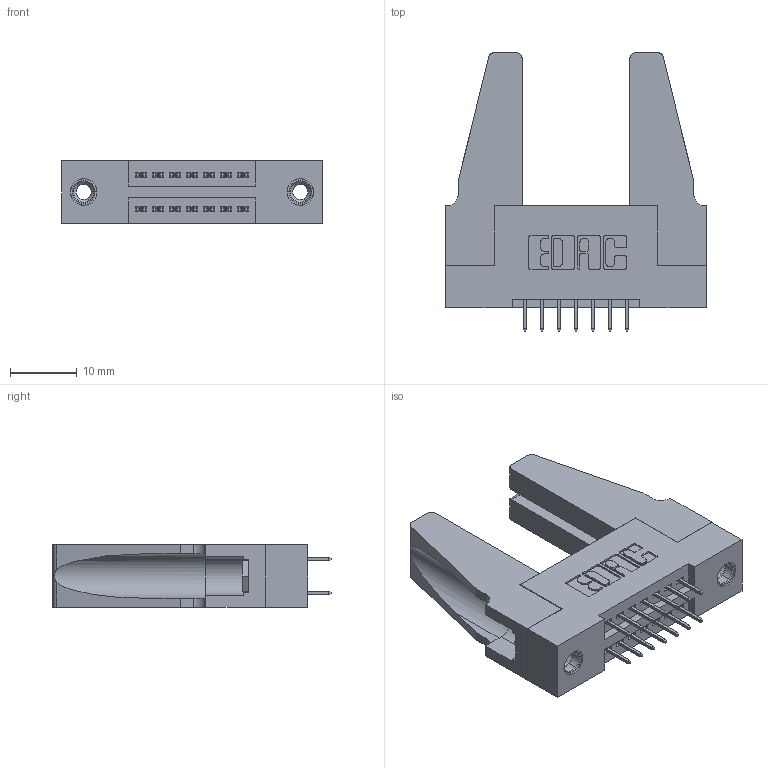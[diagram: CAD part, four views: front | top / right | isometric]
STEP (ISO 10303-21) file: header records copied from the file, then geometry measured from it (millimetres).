
FILE_DESCRIPTION (( 'STEP AP203' ), '1' );
FILE_NAME ('395-014-525-288.STEP', '2020-09-23T08:18:09', ( '' ), ( '' ), 'SwSTEP 2.0', 'SolidWorks 2020', '' );
FILE_SCHEMA (( 'CONFIG_CONTROL_DESIGN' ));
Length unit declared in the file: inch
Products named in the file (5): 395-014-525-288; 345-220-078_345-220-088; 345-292-001_345-293-125; 345-250-001_345-250-001-102; 345 Part_Flush Mounting Lugs - 0.156 Dia-TH
Assembly tree (19 placements, depth 2):
  395-014-525-288
    345 Part_Flush Mounting Lugs - 0.156 Dia-TH
    345-292-001_345-293-125  x14
    345-250-001_345-250-001-102  x2
    345-220-078_345-220-088  x2
Bounding box: 39.01 x 41.58 x 9.4 mm (x, y, z)
Volume: 6694.4 mm3; surface area: 7462.6 mm2
Topology: 19 solids, 19 shells, 1006 faces, 2797 edges, 1798 vertices
Faces by surface type: plane 698, cylinder 292, cone 12, torus 4
Entity records: 12426 total; most frequent: CARTESIAN_POINT 2110, ORIENTED_EDGE 2004, DIRECTION 1910, EDGE_CURVE 1002, LINE 804, VECTOR 804, VERTEX_POINT 658, AXIS2_PLACEMENT_3D 553
